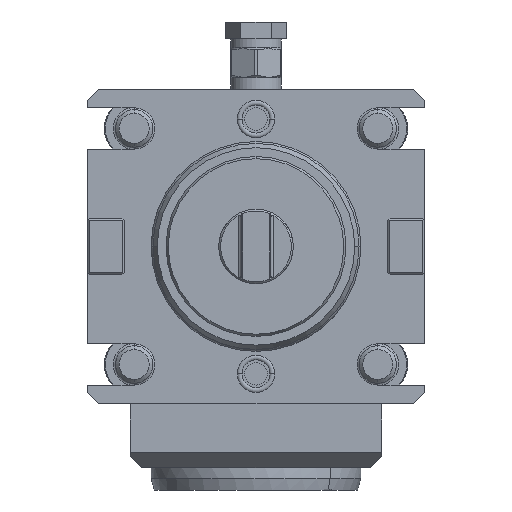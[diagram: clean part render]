
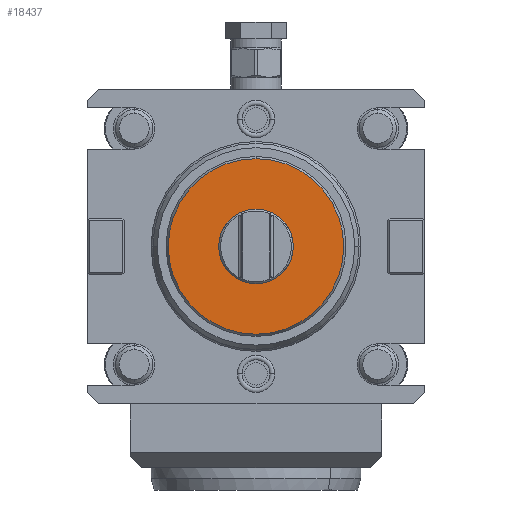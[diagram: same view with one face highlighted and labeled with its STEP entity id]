
A CAD part, front view. The second image highlights one B-rep face of the part: STEP entity #18437.
In plain terms, the highlighted planar face has unit normal (0, -1, 0).
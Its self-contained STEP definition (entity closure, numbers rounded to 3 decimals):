
#2847=CARTESIAN_POINT('',(0.,-133.,0.));
#2848=DIRECTION('',(0.,-1.,0.));
#2849=DIRECTION('',(0.,0.,1.));
#2850=AXIS2_PLACEMENT_3D('',#2847,#2848,#2849);
#2852=CARTESIAN_POINT('',(0.,-133.,0.));
#2853=DIRECTION('',(0.,-1.,0.));
#2854=DIRECTION('',(0.,0.,-1.));
#2855=AXIS2_PLACEMENT_3D('',#2852,#2853,#2854);
#2871=CARTESIAN_POINT('',(0.,-133.,0.));
#2872=DIRECTION('',(0.,1.,0.));
#2873=DIRECTION('',(0.,0.,1.));
#2874=AXIS2_PLACEMENT_3D('',#2871,#2872,#2873);
#2886=CARTESIAN_POINT('',(0.,-133.,0.));
#2887=DIRECTION('',(0.,1.,0.));
#2888=DIRECTION('',(0.,0.,-1.));
#2889=AXIS2_PLACEMENT_3D('',#2886,#2887,#2888);
#13698=CARTESIAN_POINT('',(0.,-133.,23.423));
#13699=CARTESIAN_POINT('',(0.,-133.,-23.423));
#13700=VERTEX_POINT('',#13698);
#13701=VERTEX_POINT('',#13699);
#14805=CARTESIAN_POINT('',(0.,-133.,9.95));
#14806=CARTESIAN_POINT('',(0.,-133.,-9.95));
#14807=VERTEX_POINT('',#14805);
#14808=VERTEX_POINT('',#14806);
#18421=CARTESIAN_POINT('',(0.,-133.,-59.));
#18422=DIRECTION('',(0.,-1.,0.));
#18423=DIRECTION('',(1.,0.,0.));
#18424=AXIS2_PLACEMENT_3D('',#18421,#18422,#18423);
#18425=PLANE('',#18424);
#18427=ORIENTED_EDGE('',*,*,#18426,.F.);
#18428=ORIENTED_EDGE('',*,*,#18411,.F.);
#18429=EDGE_LOOP('',(#18427,#18428));
#18430=FACE_OUTER_BOUND('',#18429,.F.);
#18432=ORIENTED_EDGE('',*,*,#18431,.F.);
#18434=ORIENTED_EDGE('',*,*,#18433,.F.);
#18435=EDGE_LOOP('',(#18432,#18434));
#18436=FACE_BOUND('',#18435,.F.);
#2851=CIRCLE('',#2850,23.423);
#2856=CIRCLE('',#2855,23.423);
#2875=CIRCLE('',#2874,9.95);
#2890=CIRCLE('',#2889,9.95);
#18411=EDGE_CURVE('',#13701,#13700,#2856,.T.);
#18426=EDGE_CURVE('',#13700,#13701,#2851,.T.);
#18431=EDGE_CURVE('',#14807,#14808,#2875,.T.);
#18433=EDGE_CURVE('',#14808,#14807,#2890,.T.);
#18437=ADVANCED_FACE('',(#18430,#18436),#18425,.T.);
